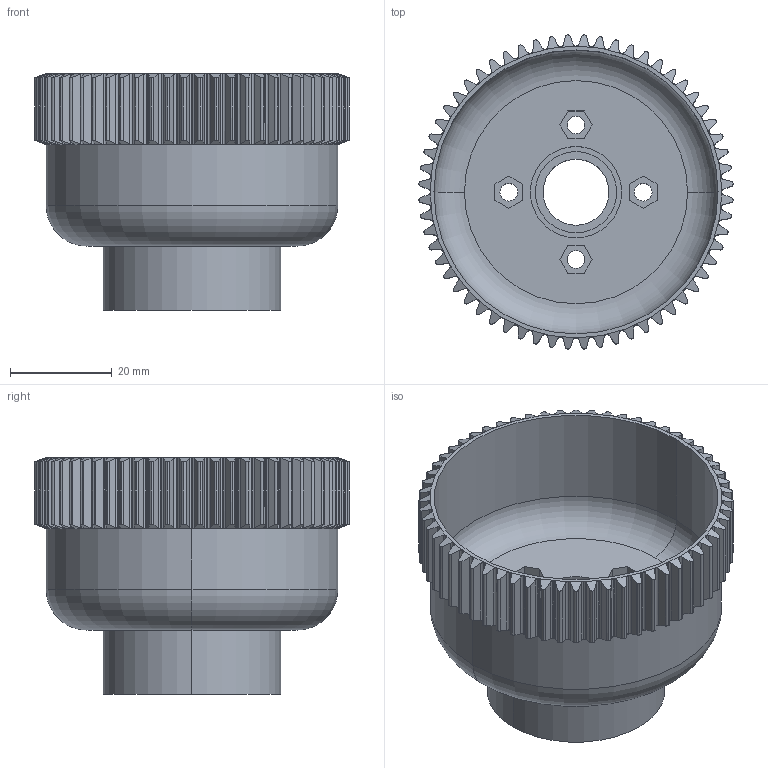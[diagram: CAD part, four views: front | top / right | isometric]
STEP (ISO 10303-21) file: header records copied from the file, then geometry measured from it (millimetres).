
FILE_DESCRIPTION (( 'STEP AP214' ), '1' );
FILE_NAME ('Flex Spline 2.STEP', '2025-01-29T13:57:45', ( '' ), ( '' ), 'SwSTEP 2.0', 'SolidWorks 2024', '' );
FILE_SCHEMA (( 'AUTOMOTIVE_DESIGN' ));
Length unit declared in the file: millimetre
Products named in the file (1): Flex Spline 2
Bounding box: 61.92 x 61.91 x 46.7 mm (x, y, z)
Volume: 34732.9 mm3; surface area: 20405.7 mm2
Topology: 1 solids, 1 shells, 536 faces, 1569 edges, 1044 vertices
Faces by surface type: cylinder 493, plane 35, torus 4, cone 4
Entity records: 19300 total; most frequent: CARTESIAN_POINT 6494, ORIENTED_EDGE 3138, DIRECTION 1995, EDGE_CURVE 1569, VERTEX_POINT 1044, B_SPLINE_CURVE_WITH_KNOTS 824, AXIS2_PLACEMENT_3D 713, LINE 569
